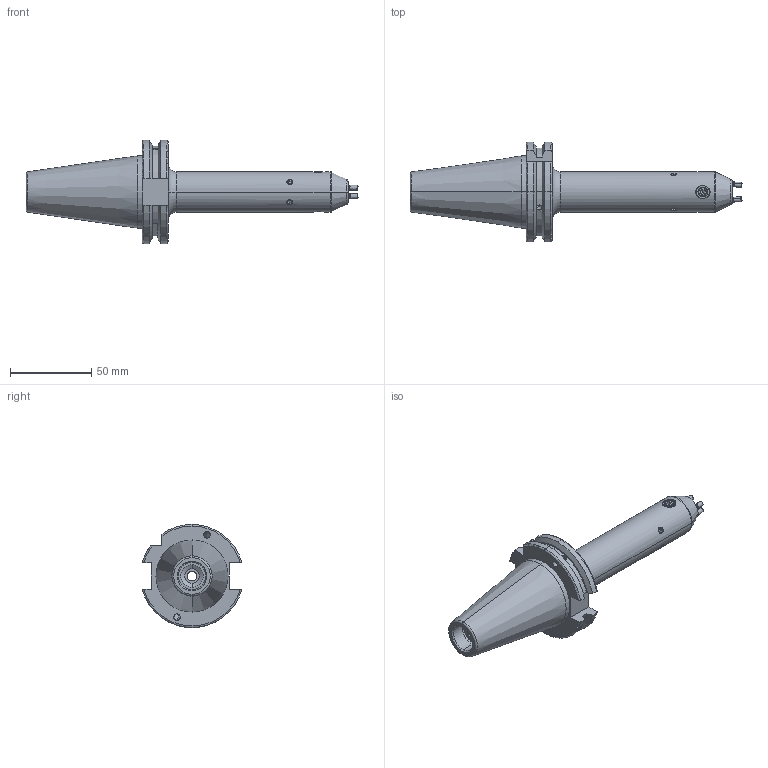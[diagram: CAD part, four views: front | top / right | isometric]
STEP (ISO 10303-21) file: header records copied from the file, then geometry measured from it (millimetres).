
FILE_DESCRIPTION (( 'STEP AP203' ), '1' );
FILE_NAME ('FWS409H-EKH06130.STEP', '2024-01-06T05:13:19', ( '' ), ( '' ), 'SwSTEP 2.0', 'SolidWorks 2023', '' );
FILE_SCHEMA (( 'CONFIG_CONTROL_DESIGN' ));
Length unit declared in the file: millimetre
Products named in the file (7): SK40EK06130FWW; GS-M3X5; GS-M4X4-COATING_DIN 913 - M4 x 4-N; GS-M4X4_DIN 913 - M4 x 4-N; FWS409H-EKH06130; GS-M6X10-DIN1835-B
Assembly tree (13 placements, depth 3):
  FWS409H-EKH06130
    SK40EK06130FWW
      SK40EK06130FWW
      GS-M6X10-DIN1835-B
      GS-M3X5  x4
      GS-M4X4_DIN 913 - M4 x 4-N  x4
      GS-M4X4-COATING_DIN 913 - M4 x 4-N  x2
Bounding box: 204.53 x 61.48 x 63.55 mm (x, y, z)
Volume: 148817.6 mm3; surface area: 34299.7 mm2
Topology: 12 solids, 12 shells, 529 faces, 1331 edges, 831 vertices
Faces by surface type: cone 226, plane 157, cylinder 122, torus 18, bspline 4, sphere 2
Entity records: 10497 total; most frequent: CARTESIAN_POINT 2827, DIRECTION 1472, ORIENTED_EDGE 1394, EDGE_CURVE 697, AXIS2_PLACEMENT_3D 585, VERTEX_POINT 440, EDGE_LOOP 311, VECTOR 302
